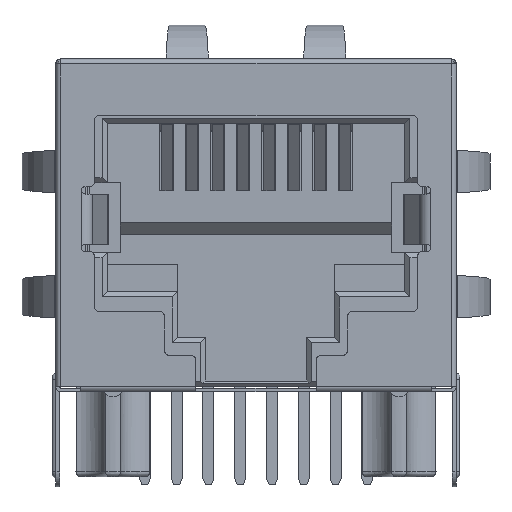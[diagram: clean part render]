
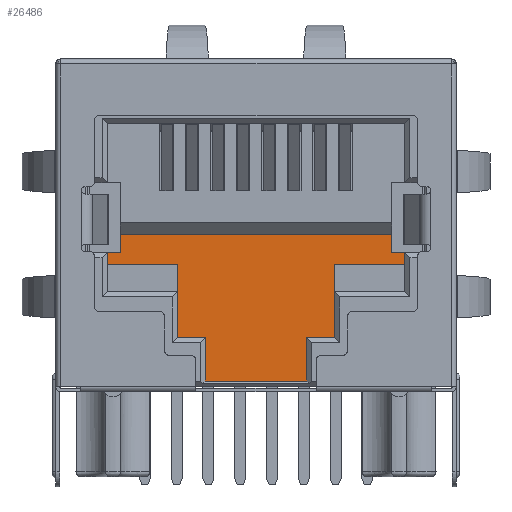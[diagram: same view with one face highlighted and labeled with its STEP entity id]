
A CAD part, front view. The second image highlights one B-rep face of the part: STEP entity #26486.
In plain terms, the highlighted planar face has unit normal (0, -1, 0).
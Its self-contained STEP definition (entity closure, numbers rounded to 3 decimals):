
#2826=ORIENTED_EDGE('',*,*,#9956,.F.);
#2827=ORIENTED_EDGE('',*,*,#9851,.T.);
#2828=ORIENTED_EDGE('',*,*,#9889,.F.);
#2829=ORIENTED_EDGE('',*,*,#9806,.F.);
#2830=ORIENTED_EDGE('',*,*,#9855,.F.);
#2831=ORIENTED_EDGE('',*,*,#9887,.F.);
#2832=ORIENTED_EDGE('',*,*,#10057,.T.);
#2833=ORIENTED_EDGE('',*,*,#9885,.T.);
#2834=ORIENTED_EDGE('',*,*,#9873,.F.);
#2835=ORIENTED_EDGE('',*,*,#9798,.T.);
#2836=ORIENTED_EDGE('',*,*,#9891,.T.);
#2837=ORIENTED_EDGE('',*,*,#9880,.T.);
#2838=ORIENTED_EDGE('',*,*,#9952,.T.);
#2839=ORIENTED_EDGE('',*,*,#9955,.T.);
#2840=ORIENTED_EDGE('',*,*,#9336,.T.);
#2841=ORIENTED_EDGE('',*,*,#9786,.T.);
#2842=ORIENTED_EDGE('',*,*,#9841,.T.);
#2843=ORIENTED_EDGE('',*,*,#9843,.T.);
#2844=ORIENTED_EDGE('',*,*,#9300,.T.);
#2845=ORIENTED_EDGE('',*,*,#9958,.F.);
#9300=EDGE_CURVE('',#13285,#13286,#15876,.T.);
#9336=EDGE_CURVE('',#13322,#13321,#15912,.T.);
#9786=EDGE_CURVE('',#13321,#13699,#16314,.T.);
#9798=EDGE_CURVE('',#13706,#13705,#16326,.T.);
#9806=EDGE_CURVE('',#13712,#13713,#16334,.T.);
#9841=EDGE_CURVE('',#13699,#13729,#16369,.T.);
#9843=EDGE_CURVE('',#13729,#13285,#16371,.T.);
#9851=EDGE_CURVE('',#13730,#13734,#16379,.T.);
#9855=EDGE_CURVE('',#13735,#13712,#16383,.T.);
#9873=EDGE_CURVE('',#13706,#13744,#16401,.T.);
#9880=EDGE_CURVE('',#13747,#13746,#16408,.T.);
#9885=EDGE_CURVE('',#13749,#13744,#16413,.T.);
#9887=EDGE_CURVE('',#13750,#13735,#16415,.T.);
#9889=EDGE_CURVE('',#13713,#13734,#16417,.T.);
#9891=EDGE_CURVE('',#13705,#13747,#16419,.T.);
#9952=EDGE_CURVE('',#13746,#13758,#16480,.T.);
#9955=EDGE_CURVE('',#13758,#13322,#16483,.T.);
#9956=EDGE_CURVE('',#13730,#13759,#16484,.T.);
#9958=EDGE_CURVE('',#13759,#13286,#16486,.T.);
#10057=EDGE_CURVE('',#13750,#13749,#16557,.T.);
#13285=VERTEX_POINT('',#40665);
#13286=VERTEX_POINT('',#40666);
#13321=VERTEX_POINT('',#40736);
#13322=VERTEX_POINT('',#40738);
#13699=VERTEX_POINT('',#41669);
#13705=VERTEX_POINT('',#41689);
#13706=VERTEX_POINT('',#41691);
#13712=VERTEX_POINT('',#41707);
#13713=VERTEX_POINT('',#41708);
#13729=VERTEX_POINT('',#41776);
#13730=VERTEX_POINT('',#41784);
#13734=VERTEX_POINT('',#41793);
#13735=VERTEX_POINT('',#41800);
#13744=VERTEX_POINT('',#41833);
#13746=VERTEX_POINT('',#41842);
#13747=VERTEX_POINT('',#41844);
#13749=VERTEX_POINT('',#41850);
#13750=VERTEX_POINT('',#41855);
#13758=VERTEX_POINT('',#41975);
#13759=VERTEX_POINT('',#41983);
#15876=LINE('',#40664,#18979);
#15912=LINE('',#40737,#19015);
#16314=LINE('',#41670,#19417);
#16326=LINE('',#41690,#19429);
#16334=LINE('',#41706,#19437);
#16369=LINE('',#41777,#19472);
#16371=LINE('',#41780,#19474);
#16379=LINE('',#41794,#19482);
#16383=LINE('',#41801,#19486);
#16401=LINE('',#41832,#19504);
#16408=LINE('',#41843,#19511);
#16413=LINE('',#41852,#19516);
#16415=LINE('',#41856,#19518);
#16417=LINE('',#41859,#19520);
#16419=LINE('',#41863,#19522);
#16480=LINE('',#41974,#19583);
#16483=LINE('',#41980,#19586);
#16484=LINE('',#41982,#19587);
#16486=LINE('',#41986,#19589);
#16557=LINE('',#42265,#19660);
#18979=VECTOR('',#33847,1000.);
#19015=VECTOR('',#33883,1000.);
#19417=VECTOR('',#34511,1000.);
#19429=VECTOR('',#34527,1000.);
#19437=VECTOR('',#34539,1000.);
#19472=VECTOR('',#34610,1000.);
#19474=VECTOR('',#34614,1000.);
#19482=VECTOR('',#34624,1000.);
#19486=VECTOR('',#34632,1000.);
#19504=VECTOR('',#34660,1000.);
#19511=VECTOR('',#34669,1000.);
#19516=VECTOR('',#34676,1000.);
#19518=VECTOR('',#34680,1000.);
#19520=VECTOR('',#34684,1000.);
#19522=VECTOR('',#34690,1000.);
#19583=VECTOR('',#34837,1000.);
#19586=VECTOR('',#34844,1000.);
#19587=VECTOR('',#34847,1000.);
#19589=VECTOR('',#34851,1000.);
#19660=VECTOR('',#35146,1000.);
#22348=EDGE_LOOP('',(#2826,#2827,#2828,#2829,#2830,#2831,#2832,#2833,#2834,
#2835,#2836,#2837,#2838,#2839,#2840,#2841,#2842,#2843,#2844,#2845));
#23860=FACE_BOUND('',#22348,.T.);
#25332=PLANE('',#32296);
#26486=ADVANCED_FACE('',(#23860),#25332,.F.);
#32296=AXIS2_PLACEMENT_3D('',#42266,#35147,#35148);
#33847=DIRECTION('',(-1.,0.,0.));
#33883=DIRECTION('',(-1.,0.,0.));
#34511=DIRECTION('',(0.,0.,-1.));
#34527=DIRECTION('',(0.,0.,-1.));
#34539=DIRECTION('',(0.,0.,-1.));
#34610=DIRECTION('',(1.,0.,0.));
#34614=DIRECTION('',(0.,0.,1.));
#34624=DIRECTION('',(0.,0.,1.));
#34632=DIRECTION('',(1.,0.,0.));
#34660=DIRECTION('',(1.,0.,0.));
#34669=DIRECTION('',(0.,0.,-1.));
#34676=DIRECTION('',(0.,0.,-1.));
#34680=DIRECTION('',(0.,0.,-1.));
#34684=DIRECTION('',(-1.,0.,0.));
#34690=DIRECTION('',(1.,0.,0.));
#34837=DIRECTION('',(1.,0.,0.));
#34844=DIRECTION('',(0.,0.,-1.));
#34847=DIRECTION('',(-1.,0.,0.));
#34851=DIRECTION('',(0.,0.,-1.));
#35146=DIRECTION('',(-1.,0.,0.));
#35147=DIRECTION('',(0.,1.,0.));
#35148=DIRECTION('',(0.,0.,1.));
#40664=CARTESIAN_POINT('',(2.03,0.911,-5.8));
#40665=CARTESIAN_POINT('',(2.03,0.911,-5.8));
#40666=CARTESIAN_POINT('',(2.025,0.911,-5.8));
#40736=CARTESIAN_POINT('',(-2.03,0.911,-5.8));
#40737=CARTESIAN_POINT('',(2.03,0.911,-5.8));
#40738=CARTESIAN_POINT('',(-2.025,0.911,-5.8));
#41669=CARTESIAN_POINT('',(-2.03,0.911,-6.17));
#41670=CARTESIAN_POINT('',(-2.03,0.911,-5.8));
#41689=CARTESIAN_POINT('',(-5.95,0.911,-1.53));
#41690=CARTESIAN_POINT('',(-5.95,0.911,-0.31));
#41691=CARTESIAN_POINT('',(-5.95,0.911,-1.04));
#41706=CARTESIAN_POINT('',(5.95,0.911,-0.31));
#41707=CARTESIAN_POINT('',(5.95,0.911,-1.04));
#41708=CARTESIAN_POINT('',(5.95,0.911,-1.53));
#41776=CARTESIAN_POINT('',(2.03,0.911,-6.17));
#41777=CARTESIAN_POINT('',(-2.03,0.911,-6.17));
#41780=CARTESIAN_POINT('',(2.03,0.911,-6.17));
#41784=CARTESIAN_POINT('',(3.15,0.911,-4.42));
#41793=CARTESIAN_POINT('',(3.15,0.911,-1.53));
#41794=CARTESIAN_POINT('',(3.15,0.911,-4.42));
#41800=CARTESIAN_POINT('',(5.425,0.911,-1.04));
#41801=CARTESIAN_POINT('',(5.95,0.911,-1.04));
#41832=CARTESIAN_POINT('',(-6.725,0.911,-1.04));
#41833=CARTESIAN_POINT('',(-5.425,0.911,-1.04));
#41842=CARTESIAN_POINT('',(-3.15,0.911,-4.42));
#41843=CARTESIAN_POINT('',(-3.15,0.911,-1.53));
#41844=CARTESIAN_POINT('',(-3.15,0.911,-1.53));
#41850=CARTESIAN_POINT('',(-5.425,0.911,-0.31));
#41852=CARTESIAN_POINT('',(-5.425,0.911,1.76));
#41855=CARTESIAN_POINT('',(5.425,0.911,-0.31));
#41856=CARTESIAN_POINT('',(5.425,0.911,1.76));
#41859=CARTESIAN_POINT('',(5.95,0.911,-1.53));
#41863=CARTESIAN_POINT('',(-5.95,0.911,-1.53));
#41974=CARTESIAN_POINT('',(-2.025,0.911,-4.42));
#41975=CARTESIAN_POINT('',(-2.025,0.911,-4.42));
#41980=CARTESIAN_POINT('',(-2.025,0.911,-5.8));
#41982=CARTESIAN_POINT('',(2.025,0.911,-4.42));
#41983=CARTESIAN_POINT('',(2.025,0.911,-4.42));
#41986=CARTESIAN_POINT('',(2.025,0.911,-5.8));
#42265=CARTESIAN_POINT('',(5.95,0.911,-0.31));
#42266=CARTESIAN_POINT('',(5.95,0.911,-0.31));
